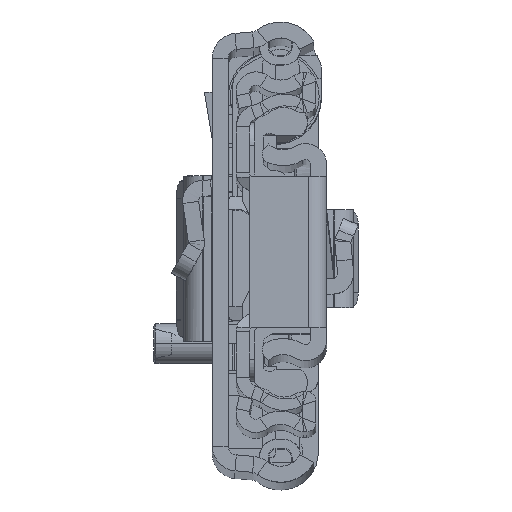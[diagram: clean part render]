
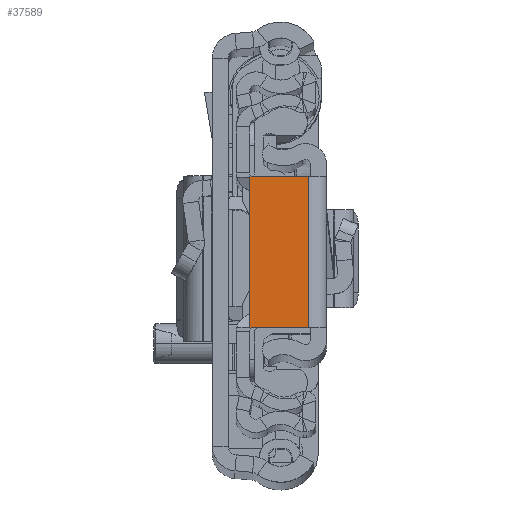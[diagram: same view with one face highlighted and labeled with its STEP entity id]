
A CAD part, top view. The second image highlights one B-rep face of the part: STEP entity #37589.
In plain terms, the highlighted planar face has unit normal (0, 0, 1).
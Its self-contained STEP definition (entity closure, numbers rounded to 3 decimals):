
#547 = LINE ( 'NONE', #40994, #13346 ) ;
#624 = LINE ( 'NONE', #16320, #32808 ) ;
#630 = CARTESIAN_POINT ( 'NONE',  ( -8.65, -8.5, 0. ) ) ;
#1751 = VERTEX_POINT ( 'NONE', #22328 ) ;
#2207 = VERTEX_POINT ( 'NONE', #630 ) ;
#2531 = DIRECTION ( 'NONE',  ( -1., 0., 0. ) ) ;
#4126 = EDGE_CURVE ( 'NONE', #1751, #2207, #30882, .T. ) ;
#4491 = ORIENTED_EDGE ( 'NONE', *, *, #4126, .T. ) ;
#6337 = DIRECTION ( 'NONE',  ( 0., 0., -1. ) ) ;
#7576 = VECTOR ( 'NONE', #12220, 1000. ) ;
#8551 = VECTOR ( 'NONE', #37024, 1000. ) ;
#9331 = PLANE ( 'NONE',  #13772 ) ;
#9485 = VERTEX_POINT ( 'NONE', #31106 ) ;
#11598 = CARTESIAN_POINT ( 'NONE',  ( -8.65, 0., 0. ) ) ;
#12220 = DIRECTION ( 'NONE',  ( 0., -1., 0. ) ) ;
#13346 = VECTOR ( 'NONE', #27646, 1000. ) ;
#13772 = AXIS2_PLACEMENT_3D ( 'NONE', #35376, #6337, #2531 ) ;
#14365 = CARTESIAN_POINT ( 'NONE',  ( 0., 8.5, 0. ) ) ;
#16320 = CARTESIAN_POINT ( 'NONE',  ( 0., -8.5, 0. ) ) ;
#16531 = DIRECTION ( 'NONE',  ( 1., 0., 0. ) ) ;
#16732 = VERTEX_POINT ( 'NONE', #18749 ) ;
#18227 = EDGE_CURVE ( 'NONE', #9485, #16732, #547, .T. ) ;
#18749 = CARTESIAN_POINT ( 'NONE',  ( -2.05, -8.5, 0. ) ) ;
#20517 = LINE ( 'NONE', #14365, #8551 ) ;
#20859 = ORIENTED_EDGE ( 'NONE', *, *, #30552, .T. ) ;
#22328 = CARTESIAN_POINT ( 'NONE',  ( -8.65, 8.5, 0. ) ) ;
#25785 = ORIENTED_EDGE ( 'NONE', *, *, #18227, .F. ) ;
#27646 = DIRECTION ( 'NONE',  ( 0., -1., 0. ) ) ;
#30552 = EDGE_CURVE ( 'NONE', #2207, #16732, #624, .T. ) ;
#30882 = LINE ( 'NONE', #11598, #7576 ) ;
#31106 = CARTESIAN_POINT ( 'NONE',  ( -2.05, 8.5, 0. ) ) ;
#32473 = ORIENTED_EDGE ( 'NONE', *, *, #40920, .T. ) ;
#32808 = VECTOR ( 'NONE', #16531, 1000. ) ;
#35266 = EDGE_LOOP ( 'NONE', ( #25785, #32473, #4491, #20859 ) ) ;
#35376 = CARTESIAN_POINT ( 'NONE',  ( 0., 0., 0. ) ) ;
#37024 = DIRECTION ( 'NONE',  ( -1., 0., 0. ) ) ;
#37589 = ADVANCED_FACE ( 'NONE', ( #41311 ), #9331, .F. ) ;
#40920 = EDGE_CURVE ( 'NONE', #9485, #1751, #20517, .T. ) ;
#40994 = CARTESIAN_POINT ( 'NONE',  ( -2.05, -8.5, 0. ) ) ;
#41311 = FACE_OUTER_BOUND ( 'NONE', #35266, .T. ) ;
